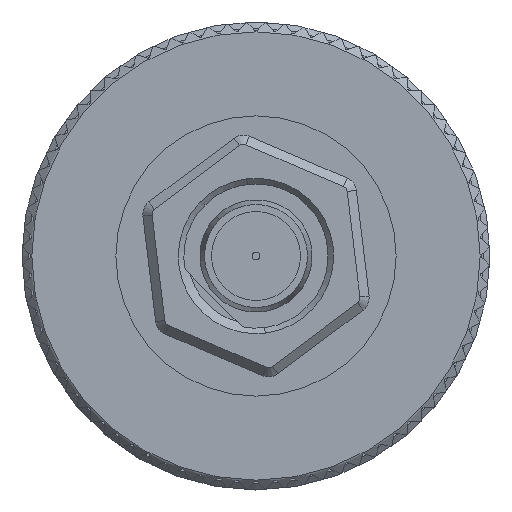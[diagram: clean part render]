
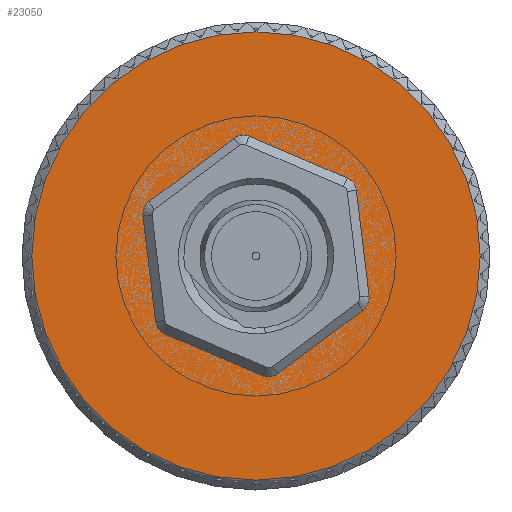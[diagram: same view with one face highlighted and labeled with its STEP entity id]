
A CAD part, left-side view. The second image highlights one B-rep face of the part: STEP entity #23050.
In plain terms, the highlighted planar face has unit normal (-1, 0, 0).
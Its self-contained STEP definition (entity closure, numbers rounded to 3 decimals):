
#510 = DIRECTION ( 'NONE',  ( 0., 0., 1. ) ) ;
#786 = DIRECTION ( 'NONE',  ( -1., 0., 0. ) ) ;
#1559 = CIRCLE ( 'NONE', #19321, 2.5 ) ;
#1625 = FACE_OUTER_BOUND ( 'NONE', #1998, .T. ) ;
#1998 = EDGE_LOOP ( 'NONE', ( #15333, #9360 ) ) ;
#2386 = DIRECTION ( 'NONE',  ( -1., 0., 0. ) ) ;
#2908 = CIRCLE ( 'NONE', #22432, 2.5 ) ;
#3573 = CIRCLE ( 'NONE', #12012, 7.3 ) ;
#6345 = CARTESIAN_POINT ( 'NONE',  ( -15.3, -7.6, 0. ) ) ;
#7720 = DIRECTION ( 'NONE',  ( -1., 0., 0. ) ) ;
#9275 = AXIS2_PLACEMENT_3D ( 'NONE', #14125, #2386, #16102 ) ;
#9360 = ORIENTED_EDGE ( 'NONE', *, *, #20246, .T. ) ;
#10275 = PLANE ( 'NONE',  #23100 ) ;
#10424 = CARTESIAN_POINT ( 'NONE',  ( -15.3, 0., -7.3 ) ) ;
#10663 = CARTESIAN_POINT ( 'NONE',  ( -15.3, 0., 0. ) ) ;
#12012 = AXIS2_PLACEMENT_3D ( 'NONE', #19461, #7720, #21486 ) ;
#12250 = DIRECTION ( 'NONE',  ( -1., 0., 0. ) ) ;
#12502 = CARTESIAN_POINT ( 'NONE',  ( -15.3, 0., 0. ) ) ;
#12630 = DIRECTION ( 'NONE',  ( 0., 0., 1. ) ) ;
#14125 = CARTESIAN_POINT ( 'NONE',  ( -15.3, 0., 0. ) ) ;
#14481 = DIRECTION ( 'NONE',  ( 0., 0., 1. ) ) ;
#14742 = VERTEX_POINT ( 'NONE', #15377 ) ;
#14855 = ORIENTED_EDGE ( 'NONE', *, *, #21568, .F. ) ;
#15333 = ORIENTED_EDGE ( 'NONE', *, *, #24780, .T. ) ;
#15377 = CARTESIAN_POINT ( 'NONE',  ( -15.3, 0., -2.5 ) ) ;
#16102 = DIRECTION ( 'NONE',  ( 0., 0., 1. ) ) ;
#16336 = CARTESIAN_POINT ( 'NONE',  ( -15.3, 0., 7.3 ) ) ;
#16667 = FACE_BOUND ( 'NONE', #24056, .T. ) ;
#17511 = VERTEX_POINT ( 'NONE', #10424 ) ;
#17961 = CARTESIAN_POINT ( 'NONE',  ( -15.3, 0., 2.5 ) ) ;
#19321 = AXIS2_PLACEMENT_3D ( 'NONE', #10663, #24439, #12630 ) ;
#19461 = CARTESIAN_POINT ( 'NONE',  ( -15.3, 0., 0. ) ) ;
#20246 = EDGE_CURVE ( 'NONE', #22149, #17511, #3573, .T. ) ;
#21483 = ORIENTED_EDGE ( 'NONE', *, *, #25325, .F. ) ;
#21486 = DIRECTION ( 'NONE',  ( 0., 0., 1. ) ) ;
#21568 = EDGE_CURVE ( 'NONE', #14742, #22575, #2908, .T. ) ;
#22149 = VERTEX_POINT ( 'NONE', #16336 ) ;
#22432 = AXIS2_PLACEMENT_3D ( 'NONE', #12502, #786, #14481 ) ;
#22575 = VERTEX_POINT ( 'NONE', #17961 ) ;
#23050 = ADVANCED_FACE ( 'NONE', ( #1625, #16667 ), #10275, .T. ) ;
#23100 = AXIS2_PLACEMENT_3D ( 'NONE', #6345, #12250, #510 ) ;
#24030 = CIRCLE ( 'NONE', #9275, 7.3 ) ;
#24056 = EDGE_LOOP ( 'NONE', ( #21483, #14855 ) ) ;
#24439 = DIRECTION ( 'NONE',  ( -1., 0., 0. ) ) ;
#24780 = EDGE_CURVE ( 'NONE', #17511, #22149, #24030, .T. ) ;
#25325 = EDGE_CURVE ( 'NONE', #22575, #14742, #1559, .T. ) ;
